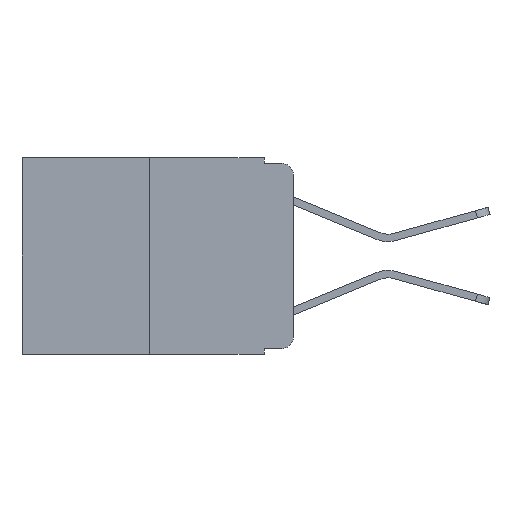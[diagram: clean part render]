
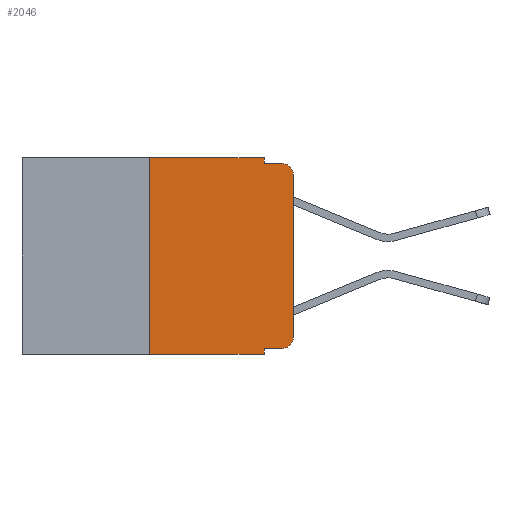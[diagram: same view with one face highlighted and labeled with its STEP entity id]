
A CAD part, left-side view. The second image highlights one B-rep face of the part: STEP entity #2046.
In plain terms, the highlighted planar face has unit normal (-1, 0, 0).
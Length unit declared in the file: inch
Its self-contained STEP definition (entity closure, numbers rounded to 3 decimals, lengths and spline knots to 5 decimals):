
#97 = CARTESIAN_POINT ( 'NONE',  ( 0., 0.051, -0.343 ) ) ;
#844 = DIRECTION ( 'NONE',  ( 0., 0., 1. ) ) ;
#869 = CARTESIAN_POINT ( 'NONE',  ( 0., 0.051, -0.333 ) ) ;
#942 = VECTOR ( 'NONE', #12645, 39.37008 ) ;
#1087 = CARTESIAN_POINT ( 'NONE',  ( 0., 0.473, 0. ) ) ;
#1156 = CARTESIAN_POINT ( 'NONE',  ( 0., 0.473, 0. ) ) ;
#1658 = CARTESIAN_POINT ( 'NONE',  ( 0., 0.02, -0.01 ) ) ;
#1880 = CARTESIAN_POINT ( 'NONE',  ( 0., 0.051, 0. ) ) ;
#2046 = ADVANCED_FACE ( 'NONE', ( #12212 ), #10831, .F. ) ;
#2130 = ORIENTED_EDGE ( 'NONE', *, *, #7605, .F. ) ;
#2178 = LINE ( 'NONE', #8002, #7456 ) ;
#2445 = VECTOR ( 'NONE', #8524, 39.37008 ) ;
#2790 = DIRECTION ( 'NONE',  ( 1., 0., 0. ) ) ;
#2927 = VECTOR ( 'NONE', #844, 39.37008 ) ;
#2928 = ORIENTED_EDGE ( 'NONE', *, *, #18227, .T. ) ;
#4262 = DIRECTION ( 'NONE',  ( 0., -1., 0. ) ) ;
#4546 = EDGE_CURVE ( 'NONE', #8298, #10622, #14603, .T. ) ;
#4774 = CARTESIAN_POINT ( 'NONE',  ( 0., 0.02, -0.313 ) ) ;
#5215 = LINE ( 'NONE', #18866, #942 ) ;
#5551 = ORIENTED_EDGE ( 'NONE', *, *, #14244, .F. ) ;
#6380 = DIRECTION ( 'NONE',  ( 0., 0., -1. ) ) ;
#6494 = VECTOR ( 'NONE', #15110, 39.37008 ) ;
#6865 = DIRECTION ( 'NONE',  ( -1., 0., 0. ) ) ;
#7127 = CARTESIAN_POINT ( 'NONE',  ( 0., 0.051, -0.01 ) ) ;
#7456 = VECTOR ( 'NONE', #15337, 39.37008 ) ;
#7605 = EDGE_CURVE ( 'NONE', #12823, #10449, #11007, .T. ) ;
#8002 = CARTESIAN_POINT ( 'NONE',  ( 0., 0.051, -0.333 ) ) ;
#8122 = CIRCLE ( 'NONE', #11010, 0.02 ) ;
#8298 = VERTEX_POINT ( 'NONE', #13284 ) ;
#8450 = VERTEX_POINT ( 'NONE', #869 ) ;
#8478 = CARTESIAN_POINT ( 'NONE',  ( 0., 0., -0.313 ) ) ;
#8524 = DIRECTION ( 'NONE',  ( 0., -1., 0. ) ) ;
#8834 = ORIENTED_EDGE ( 'NONE', *, *, #9568, .T. ) ;
#9067 = EDGE_CURVE ( 'NONE', #10988, #18173, #14742, .T. ) ;
#9201 = CARTESIAN_POINT ( 'NONE',  ( 0., 0.02, -0.333 ) ) ;
#9568 = EDGE_CURVE ( 'NONE', #8450, #12516, #2178, .T. ) ;
#10235 = VERTEX_POINT ( 'NONE', #97 ) ;
#10335 = VECTOR ( 'NONE', #15168, 39.37008 ) ;
#10449 = VERTEX_POINT ( 'NONE', #7127 ) ;
#10622 = VERTEX_POINT ( 'NONE', #17184 ) ;
#10799 = LINE ( 'NONE', #11831, #6494 ) ;
#10831 = PLANE ( 'NONE',  #14540 ) ;
#10988 = VERTEX_POINT ( 'NONE', #8478 ) ;
#11007 = LINE ( 'NONE', #13231, #18857 ) ;
#11010 = AXIS2_PLACEMENT_3D ( 'NONE', #4774, #16008, #6380 ) ;
#11082 = ORIENTED_EDGE ( 'NONE', *, *, #9067, .T. ) ;
#11695 = DIRECTION ( 'NONE',  ( 0., 0., -1. ) ) ;
#11738 = CARTESIAN_POINT ( 'NONE',  ( 0., 0., -0.03 ) ) ;
#11831 = CARTESIAN_POINT ( 'NONE',  ( 0., 0.051, -0.01 ) ) ;
#12148 = AXIS2_PLACEMENT_3D ( 'NONE', #16476, #6865, #18011 ) ;
#12212 = FACE_OUTER_BOUND ( 'NONE', #13584, .T. ) ;
#12516 = VERTEX_POINT ( 'NONE', #9201 ) ;
#12645 = DIRECTION ( 'NONE',  ( 0., 0., -1. ) ) ;
#12823 = VERTEX_POINT ( 'NONE', #1880 ) ;
#12888 = EDGE_CURVE ( 'NONE', #12516, #10988, #8122, .T. ) ;
#13231 = CARTESIAN_POINT ( 'NONE',  ( 0., 0.051, 0. ) ) ;
#13284 = CARTESIAN_POINT ( 'NONE',  ( 0., 0.25, -0.343 ) ) ;
#13574 = CARTESIAN_POINT ( 'NONE',  ( 0., 0.25, 0. ) ) ;
#13584 = EDGE_LOOP ( 'NONE', ( #11082, #15838, #18501, #2130, #5551, #20254, #2928, #20007, #8834, #19390 ) ) ;
#13962 = EDGE_CURVE ( 'NONE', #18173, #18036, #15318, .T. ) ;
#14044 = DIRECTION ( 'NONE',  ( 0., 0., -1. ) ) ;
#14244 = EDGE_CURVE ( 'NONE', #10622, #12823, #19634, .T. ) ;
#14540 = AXIS2_PLACEMENT_3D ( 'NONE', #1156, #2790, #14044 ) ;
#14603 = LINE ( 'NONE', #13574, #10335 ) ;
#14742 = LINE ( 'NONE', #18360, #2927 ) ;
#15110 = DIRECTION ( 'NONE',  ( 0., -1., 0. ) ) ;
#15168 = DIRECTION ( 'NONE',  ( 0., 0., 1. ) ) ;
#15318 = CIRCLE ( 'NONE', #12148, 0.02 ) ;
#15337 = DIRECTION ( 'NONE',  ( 0., -1., 0. ) ) ;
#15838 = ORIENTED_EDGE ( 'NONE', *, *, #13962, .T. ) ;
#16008 = DIRECTION ( 'NONE',  ( -1., 0., 0. ) ) ;
#16476 = CARTESIAN_POINT ( 'NONE',  ( 0., 0.02, -0.03 ) ) ;
#16599 = CARTESIAN_POINT ( 'NONE',  ( 0., 0.473, -0.343 ) ) ;
#17184 = CARTESIAN_POINT ( 'NONE',  ( 0., 0.25, 0. ) ) ;
#17636 = EDGE_CURVE ( 'NONE', #10449, #18036, #10799, .T. ) ;
#17926 = EDGE_CURVE ( 'NONE', #8450, #10235, #5215, .T. ) ;
#18011 = DIRECTION ( 'NONE',  ( 0., 0., -1. ) ) ;
#18036 = VERTEX_POINT ( 'NONE', #1658 ) ;
#18173 = VERTEX_POINT ( 'NONE', #11738 ) ;
#18227 = EDGE_CURVE ( 'NONE', #8298, #10235, #19830, .T. ) ;
#18360 = CARTESIAN_POINT ( 'NONE',  ( 0., 0., 0. ) ) ;
#18501 = ORIENTED_EDGE ( 'NONE', *, *, #17636, .F. ) ;
#18687 = VECTOR ( 'NONE', #4262, 39.37008 ) ;
#18857 = VECTOR ( 'NONE', #11695, 39.37008 ) ;
#18866 = CARTESIAN_POINT ( 'NONE',  ( 0., 0.051, 0. ) ) ;
#19390 = ORIENTED_EDGE ( 'NONE', *, *, #12888, .T. ) ;
#19634 = LINE ( 'NONE', #1087, #18687 ) ;
#19830 = LINE ( 'NONE', #16599, #2445 ) ;
#20007 = ORIENTED_EDGE ( 'NONE', *, *, #17926, .F. ) ;
#20254 = ORIENTED_EDGE ( 'NONE', *, *, #4546, .F. ) ;
